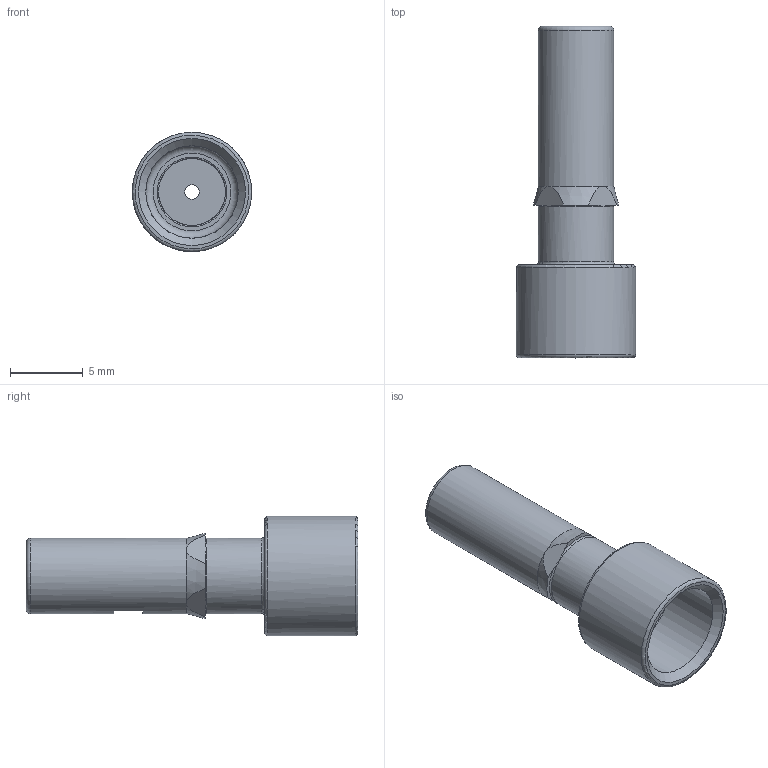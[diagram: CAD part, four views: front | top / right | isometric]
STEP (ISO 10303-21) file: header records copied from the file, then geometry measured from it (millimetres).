
FILE_DESCRIPTION(/* description */ (''),/* implementation_level */ '2;1');
FILE_NAME(/* name */ '3D_PCF-1.6.stp',/* time_stamp */ '2026-02-15T23:02:19+03:00',/* author */ ('krute'),/* organization */ (''),/* preprocessor_version */ 'ST-DEVELOPER v20.1',/* originating_system */ 'Autodesk Inventor 2026',/* authorisation */ '');
FILE_SCHEMA (('CONFIG_CONTROL_DESIGN'));
Length unit declared in the file: millimetre
Products named in the file (1): 3D_1011000020001_PCF-1.6_V1.0
Bounding box: 8.2 x 22.8 x 8.2 mm (x, y, z)
Volume: 484.2 mm3; surface area: 727.4 mm2
Topology: 1 solids, 1 shells, 42 faces, 94 edges, 60 vertices
Faces by surface type: plane 18, torus 11, cylinder 7, cone 6
Full cylindrical faces by diameter (mm): 1 x1, 4 x1, 4.6 x1, 5.2 x2, 6.35 x1, 8.2 x1
Entity records: 1442 total; most frequent: CARTESIAN_POINT 433, DIRECTION 221, ORIENTED_EDGE 188, AXIS2_PLACEMENT_3D 100, EDGE_CURVE 94, VERTEX_POINT 60, CIRCLE 57, EDGE_LOOP 50
